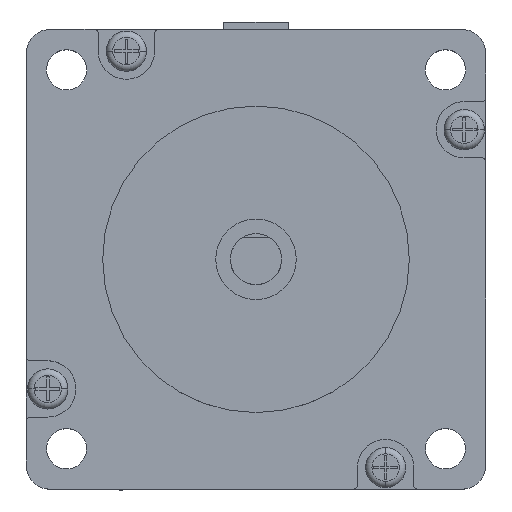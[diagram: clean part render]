
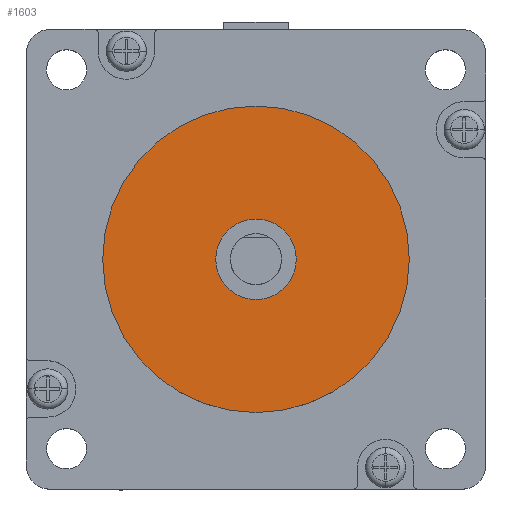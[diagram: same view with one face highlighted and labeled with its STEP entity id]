
A CAD part, top view. The second image highlights one B-rep face of the part: STEP entity #1603.
In plain terms, the highlighted planar face has unit normal (0, 0, 1).
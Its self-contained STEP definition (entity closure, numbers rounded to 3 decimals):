
#3 = VERTEX_POINT ( 'NONE', #2782 ) ;
#77 = CARTESIAN_POINT ( 'NONE',  ( 0., 0., 11.6 ) ) ;
#141 = CARTESIAN_POINT ( 'NONE',  ( -19.05, 0., 11.6 ) ) ;
#495 = FACE_OUTER_BOUND ( 'NONE', #1445, .T. ) ;
#1196 = CIRCLE ( 'NONE', #3011, 19.05 ) ;
#1445 = EDGE_LOOP ( 'NONE', ( #5582, #3512 ) ) ;
#1558 = AXIS2_PLACEMENT_3D ( 'NONE', #1626, #3166, #3912 ) ;
#1603 = ADVANCED_FACE ( 'NONE', ( #3679, #495 ), #3276, .T. ) ;
#1613 = EDGE_CURVE ( 'NONE', #8939, #3, #8694, .T. ) ;
#1626 = CARTESIAN_POINT ( 'NONE',  ( 0., 0., 11.6 ) ) ;
#1715 = EDGE_LOOP ( 'NONE', ( #6992, #5405 ) ) ;
#2282 = VERTEX_POINT ( 'NONE', #141 ) ;
#2782 = CARTESIAN_POINT ( 'NONE',  ( -5., 0., 11.6 ) ) ;
#3011 = AXIS2_PLACEMENT_3D ( 'NONE', #8005, #5046, #3572 ) ;
#3166 = DIRECTION ( 'NONE',  ( 0., 0., -1. ) ) ;
#3276 = PLANE ( 'NONE',  #8999 ) ;
#3512 = ORIENTED_EDGE ( 'NONE', *, *, #4899, .F. ) ;
#3572 = DIRECTION ( 'NONE',  ( -1., 0., 0. ) ) ;
#3679 = FACE_BOUND ( 'NONE', #1715, .T. ) ;
#3778 = CIRCLE ( 'NONE', #7432, 19.05 ) ;
#3841 = EDGE_CURVE ( 'NONE', #2282, #4981, #1196, .T. ) ;
#3912 = DIRECTION ( 'NONE',  ( 1., 0., 0. ) ) ;
#4186 = CARTESIAN_POINT ( 'NONE',  ( 0., 0., 11.6 ) ) ;
#4773 = DIRECTION ( 'NONE',  ( 1., 0., 0. ) ) ;
#4899 = EDGE_CURVE ( 'NONE', #4981, #2282, #3778, .T. ) ;
#4981 = VERTEX_POINT ( 'NONE', #5458 ) ;
#5046 = DIRECTION ( 'NONE',  ( 0., 0., -1. ) ) ;
#5232 = DIRECTION ( 'NONE',  ( -1., 0., 0. ) ) ;
#5405 = ORIENTED_EDGE ( 'NONE', *, *, #7876, .T. ) ;
#5458 = CARTESIAN_POINT ( 'NONE',  ( 19.05, 0., 11.6 ) ) ;
#5503 = CIRCLE ( 'NONE', #1558, 5. ) ;
#5582 = ORIENTED_EDGE ( 'NONE', *, *, #3841, .F. ) ;
#5602 = CARTESIAN_POINT ( 'NONE',  ( 5., 0., 11.6 ) ) ;
#5647 = DIRECTION ( 'NONE',  ( 1., 0., 0. ) ) ;
#6844 = DIRECTION ( 'NONE',  ( 0., 0., -1. ) ) ;
#6992 = ORIENTED_EDGE ( 'NONE', *, *, #1613, .T. ) ;
#7432 = AXIS2_PLACEMENT_3D ( 'NONE', #77, #6844, #5232 ) ;
#7876 = EDGE_CURVE ( 'NONE', #3, #8939, #5503, .T. ) ;
#8005 = CARTESIAN_POINT ( 'NONE',  ( 0., 0., 11.6 ) ) ;
#8492 = CARTESIAN_POINT ( 'NONE',  ( 0., 0., 11.6 ) ) ;
#8647 = DIRECTION ( 'NONE',  ( 0., 0., -1. ) ) ;
#8694 = CIRCLE ( 'NONE', #9329, 5. ) ;
#8939 = VERTEX_POINT ( 'NONE', #5602 ) ;
#8999 = AXIS2_PLACEMENT_3D ( 'NONE', #8492, #9239, #4773 ) ;
#9239 = DIRECTION ( 'NONE',  ( 0., 0., 1. ) ) ;
#9329 = AXIS2_PLACEMENT_3D ( 'NONE', #4186, #8647, #5647 ) ;
